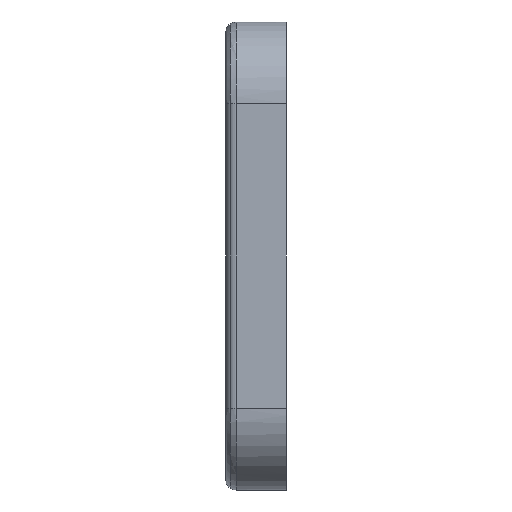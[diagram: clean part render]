
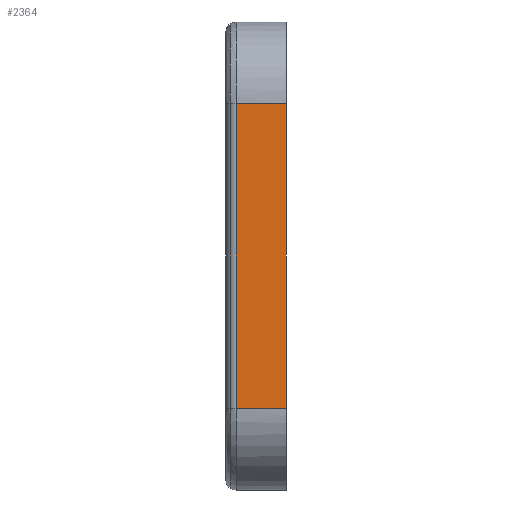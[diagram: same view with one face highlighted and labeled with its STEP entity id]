
A CAD part, left-side view. The second image highlights one B-rep face of the part: STEP entity #2364.
In plain terms, the highlighted free-form (B-spline) face has degree [1, 1] with [2, 2] control points.
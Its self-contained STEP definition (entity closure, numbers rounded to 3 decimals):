
#1474=CARTESIAN_POINT('V57',(-36.3,0.,14.0)
   );
#1475=VERTEX_POINT('V57',#1474);
#1931=CARTESIAN_POINT('V58',(-36.3,4.6,
   14.0));
#1932=VERTEX_POINT('V58',#1931);
#1981=CARTESIAN_POINT('E100',(-36.3,0.,14.0)
   );
#1982=CARTESIAN_POINT('E100',(-36.3,4.6,
   14.0));
#1983=QUASI_UNIFORM_CURVE('E100',1,(#1981,#1982),.POLYLINE_FORM.,.F.,
   .U.);
#1984=EDGE_CURVE('E100',#1475,#1932,#1983,.T.);
#2002=CARTESIAN_POINT('V43',(-36.3,0.,-14.0)
   );
#2003=VERTEX_POINT('V43',#2002);
#2004=CARTESIAN_POINT('E99',(-36.3,0.,-14.0)
   );
#2005=CARTESIAN_POINT('E99',(-36.3,0.,14.0)
   );
#2006=B_SPLINE_CURVE_WITH_KNOTS('E99',1,(#2004,#2005),
   .POLYLINE_FORM.,.F.,.U.,(2,2),(0.355,
   0.5),.UNSPECIFIED.);
#2007=EDGE_CURVE('E99',#2003,#1475,#2006,.T.);
#2324=CARTESIAN_POINT('V44',(-36.3,4.6,
   -14.0));
#2325=VERTEX_POINT('V44',#2324);
#2326=CARTESIAN_POINT('E101',(-36.3,4.6,
   14.0));
#2327=CARTESIAN_POINT('E101',(-36.3,4.6,
   -14.0));
#2328=B_SPLINE_CURVE_WITH_KNOTS('E101',1,(#2326,#2327),
   .POLYLINE_FORM.,.F.,.U.,(2,2),(0.355,
   0.5),.UNSPECIFIED.);
#2329=EDGE_CURVE('E101',#1932,#2325,#2328,.T.);
#2349=CARTESIAN_POINT('F66',(-36.3,4.63,
   -14.03));
#2350=CARTESIAN_POINT('F66',(-36.3,-0.03,
   -14.03));
#2351=CARTESIAN_POINT('F66',(-36.3,4.63,
   14.03));
#2352=CARTESIAN_POINT('F66',(-36.3,-0.03,
   14.03));
#2353=B_SPLINE_SURFACE_WITH_KNOTS('F66',1,1,((#2349,#2351),(#2350,
   #2352)),.PLANE_SURF.,.F.,.F.,.U.,(2,2),(2,2),(0.0,1.0),(0.0,
   6.021),.UNSPECIFIED.);
#2354=ORIENTED_EDGE('E99',*,*,#2007,.T.);
#2355=ORIENTED_EDGE('F89',*,*,#1984,.T.);
#2356=ORIENTED_EDGE('E101',*,*,#2329,.T.);
#2357=CARTESIAN_POINT('E72',(-36.3,0.,-14.0)
   );
#2358=CARTESIAN_POINT('E72',(-36.3,4.6,
   -14.0));
#2359=QUASI_UNIFORM_CURVE('E72',1,(#2357,#2358),.POLYLINE_FORM.,.F.,
   .U.);
#2360=EDGE_CURVE('E72',#2003,#2325,#2359,.T.);
#2361=ORIENTED_EDGE('E72',*,*,#2360,.F.);
#2362=EDGE_LOOP('F66',(#2354,#2355,#2356,#2361));
#2363=FACE_OUTER_BOUND('F66',#2362,.T.);
#2364=ADVANCED_FACE('F66',(#2363),#2353,.T.);
